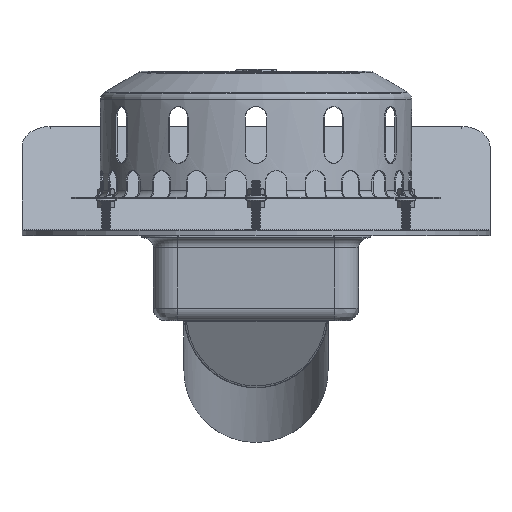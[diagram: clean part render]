
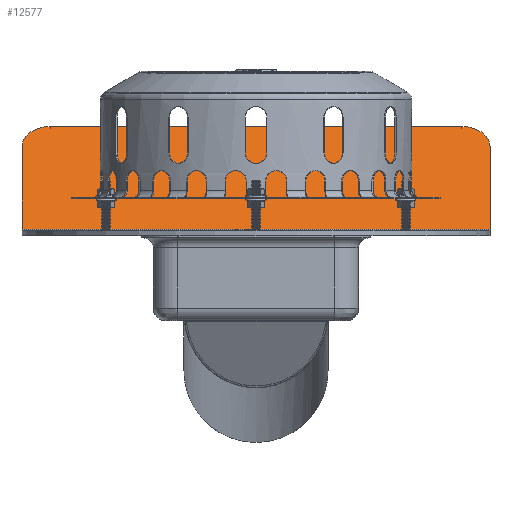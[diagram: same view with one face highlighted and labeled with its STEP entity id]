
A CAD part, left-side view. The second image highlights one B-rep face of the part: STEP entity #12577.
In plain terms, the highlighted planar face has unit normal (-0.707, 0, 0.707).
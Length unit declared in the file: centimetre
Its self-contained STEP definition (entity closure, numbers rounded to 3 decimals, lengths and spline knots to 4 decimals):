
#932=LINE('',#19070,#1752);
#942=LINE('',#19108,#1762);
#948=LINE('',#19123,#1768);
#949=LINE('',#19124,#1769);
#1752=VECTOR('',#15222,1.);
#1762=VECTOR('',#15258,1.);
#1768=VECTOR('',#15276,1.);
#1769=VECTOR('',#15277,1.);
#2868=FACE_OUTER_BOUND('',#3624,.T.);
#3624=EDGE_LOOP('',(#8771,#8772,#8773,#8774,#8775,#8776));
#4409=CIRCLE('',#13441,20.);
#4411=CIRCLE('',#13444,20.);
#5156=VERTEX_POINT('',#19063);
#5159=VERTEX_POINT('',#19068);
#5165=VERTEX_POINT('',#19083);
#5166=VERTEX_POINT('',#19085);
#5169=VERTEX_POINT('',#19092);
#5170=VERTEX_POINT('',#19094);
#6497=EDGE_CURVE('',#5159,#5156,#932,.T.);
#6504=EDGE_CURVE('',#5166,#5165,#4409,.T.);
#6508=EDGE_CURVE('',#5170,#5169,#4411,.T.);
#6515=EDGE_CURVE('',#5165,#5170,#942,.T.);
#6523=EDGE_CURVE('',#5166,#5159,#948,.T.);
#6524=EDGE_CURVE('',#5169,#5156,#949,.T.);
#8771=ORIENTED_EDGE('',*,*,#6497,.F.);
#8772=ORIENTED_EDGE('',*,*,#6523,.F.);
#8773=ORIENTED_EDGE('',*,*,#6504,.T.);
#8774=ORIENTED_EDGE('',*,*,#6515,.T.);
#8775=ORIENTED_EDGE('',*,*,#6508,.T.);
#8776=ORIENTED_EDGE('',*,*,#6524,.T.);
#12276=PLANE('',#13454);
#12577=ADVANCED_FACE('',(#2868),#12276,.F.);
#13441=AXIS2_PLACEMENT_3D('',#19086,#15236,#15237);
#13444=AXIS2_PLACEMENT_3D('',#19095,#15244,#15245);
#13454=AXIS2_PLACEMENT_3D('',#19122,#15274,#15275);
#15222=DIRECTION('',(0.,1.,0.));
#15236=DIRECTION('center_axis',(-0.707,0.,
0.707));
#15237=DIRECTION('ref_axis',(0.,-1.,0.));
#15244=DIRECTION('center_axis',(-0.707,0.,
0.707));
#15245=DIRECTION('ref_axis',(0.707,0.,0.707));
#15258=DIRECTION('',(0.,1.,0.));
#15274=DIRECTION('center_axis',(0.707,0.,
-0.707));
#15275=DIRECTION('ref_axis',(0.,1.,0.));
#15276=DIRECTION('',(-0.707,0.,-0.707));
#15277=DIRECTION('',(-0.707,0.,-0.707));
#19063=CARTESIAN_POINT('',(369.7613,167.8457,4.5858));
#19068=CARTESIAN_POINT('',(369.7613,-162.1543,4.5858));
#19070=CARTESIAN_POINT('',(369.7613,2.8457,4.5858));
#19083=CARTESIAN_POINT('',(442.2502,-142.1543,77.0746));
#19085=CARTESIAN_POINT('',(428.108,-162.1543,62.9325));
#19086=CARTESIAN_POINT('Origin',(428.108,-142.1543,62.9325));
#19092=CARTESIAN_POINT('',(428.108,167.8457,62.9325));
#19094=CARTESIAN_POINT('',(442.2502,147.8457,77.0746));
#19095=CARTESIAN_POINT('Origin',(428.108,147.8457,62.9325));
#19108=CARTESIAN_POINT('',(442.2502,-142.1543,77.0746));
#19122=CARTESIAN_POINT('Origin',(402.3801,2.8457,37.2045));
#19123=CARTESIAN_POINT('',(367.5187,-162.1543,2.3431));
#19124=CARTESIAN_POINT('',(428.108,167.8457,62.9325));
